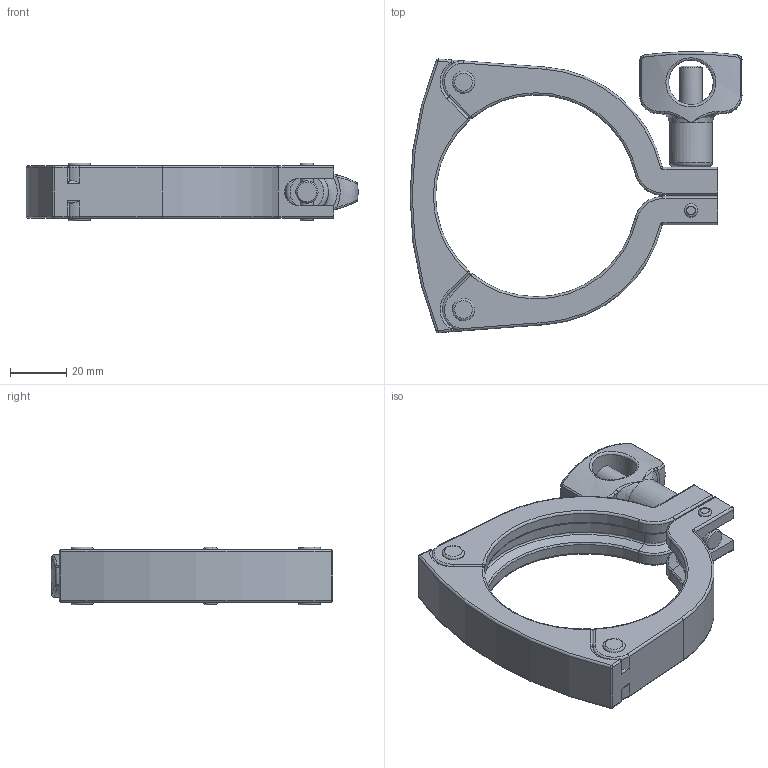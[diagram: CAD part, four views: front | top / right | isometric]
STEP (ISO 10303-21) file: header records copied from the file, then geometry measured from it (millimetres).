
FILE_DESCRIPTION((''),'2;1');
FILE_NAME('13MHHS HEAVY 3-SEGMENT CLAMP 2.5.stp','2009-02-06T11:53:42',('echaffee'),(''),'Autodesk Inventor 2009','Autodesk Inventor 2009','');
FILE_SCHEMA(('AUTOMOTIVE_DESIGN { 1 0 10303 214 1 1 1 1 }'));
Length unit declared in the file: inch
Products named in the file (1): 13MHHS HEAVY 3-SEGMENT CLAMP 2
Bounding box: 118.21 x 100.23 x 20.64 mm (x, y, z)
Volume: 69365.5 mm3; surface area: 24603.7 mm2
Topology: 1 solids, 1 shells, 243 faces, 574 edges, 319 vertices
Faces by surface type: cylinder 94, torus 49, plane 47, bspline 29, sphere 16, cone 8
Full cylindrical faces by diameter (mm): 4.763 x4, 7.938 x6, 15.24 x1, 15.875 x1
Entity records: 8459 total; most frequent: CARTESIAN_POINT 3152, DIRECTION 1170, ORIENTED_EDGE 1050, EDGE_CURVE 525, AXIS2_PLACEMENT_3D 501, VERTEX_POINT 311, EDGE_LOOP 278, CIRCLE 278
